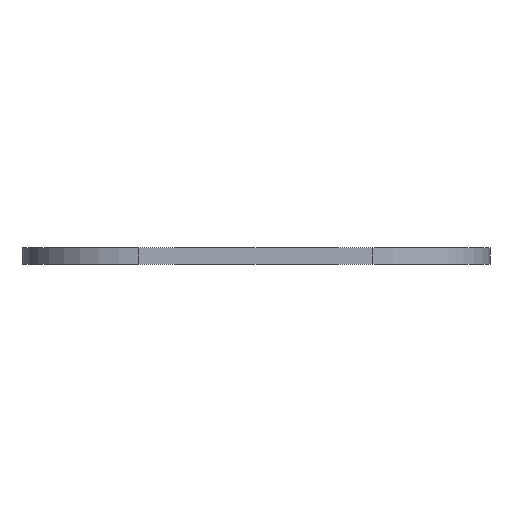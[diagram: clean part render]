
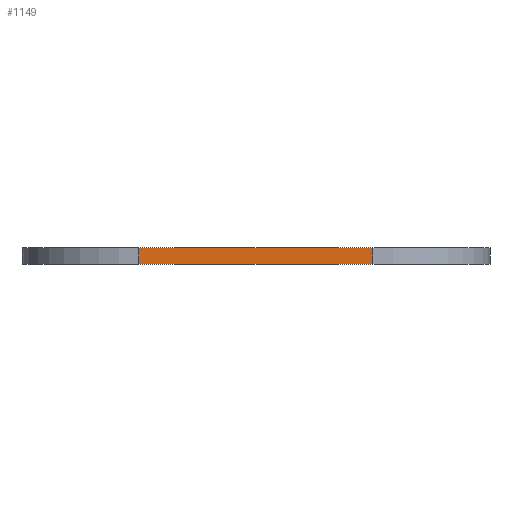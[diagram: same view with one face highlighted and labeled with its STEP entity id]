
A CAD part, front view. The second image highlights one B-rep face of the part: STEP entity #1149.
In plain terms, the highlighted planar face has unit normal (0, -1, 0).
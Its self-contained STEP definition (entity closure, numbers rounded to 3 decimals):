
#15=DIRECTION('',(1.,0.,0.));
#16=VECTOR('',#15,10.);
#17=CARTESIAN_POINT('',(5.,0.,0.));
#18=LINE('',#17,#16);
#253=DIRECTION('',(0.,0.,1.));
#254=VECTOR('',#253,0.7);
#255=CARTESIAN_POINT('',(15.,0.,0.));
#256=LINE('',#255,#254);
#257=DIRECTION('',(0.,0.,1.));
#258=VECTOR('',#257,0.7);
#259=CARTESIAN_POINT('',(5.,0.,0.));
#260=LINE('',#259,#258);
#292=DIRECTION('',(1.,0.,0.));
#293=VECTOR('',#292,10.);
#294=CARTESIAN_POINT('',(5.,0.,0.7));
#295=LINE('',#294,#293);
#703=CARTESIAN_POINT('',(5.,0.,0.));
#704=VERTEX_POINT('',#703);
#705=CARTESIAN_POINT('',(15.,0.,0.));
#706=VERTEX_POINT('',#705);
#815=CARTESIAN_POINT('',(5.,0.,0.7));
#816=VERTEX_POINT('',#815);
#817=CARTESIAN_POINT('',(15.,0.,0.7));
#818=VERTEX_POINT('',#817);
#1136=CARTESIAN_POINT('',(10.,0.,0.35));
#1137=DIRECTION('',(0.,1.,0.));
#1138=DIRECTION('',(1.,0.,0.));
#1139=AXIS2_PLACEMENT_3D('',#1136,#1137,#1138);
#1140=PLANE('',#1139);
#1141=ORIENTED_EDGE('',*,*,#932,.F.);
#1143=ORIENTED_EDGE('',*,*,#1142,.T.);
#1145=ORIENTED_EDGE('',*,*,#1144,.T.);
#1146=ORIENTED_EDGE('',*,*,#1128,.F.);
#1147=EDGE_LOOP('',(#1141,#1143,#1145,#1146));
#1148=FACE_OUTER_BOUND('',#1147,.F.);
#1149=ADVANCED_FACE('',(#1148),#1140,.F.);
#932=EDGE_CURVE('',#704,#706,#18,.T.);
#1128=EDGE_CURVE('',#706,#818,#256,.T.);
#1142=EDGE_CURVE('',#704,#816,#260,.T.);
#1144=EDGE_CURVE('',#816,#818,#295,.T.);
